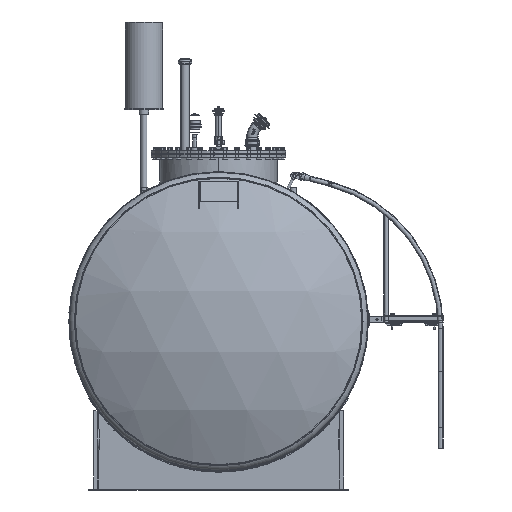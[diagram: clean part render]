
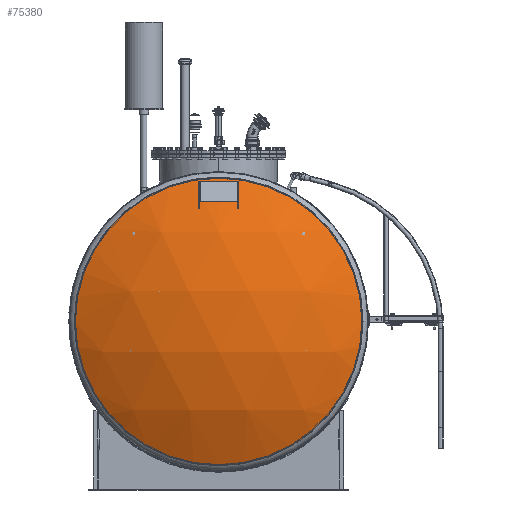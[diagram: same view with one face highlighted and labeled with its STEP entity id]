
A CAD part, front view. The second image highlights one B-rep face of the part: STEP entity #75380.
In plain terms, the highlighted spherical face has radius 1609 mm.
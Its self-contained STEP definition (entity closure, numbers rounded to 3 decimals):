
#1942=SPHERICAL_SURFACE('',#80400,1609.);
#15172=CIRCLE('',#80398,773.649);
#19527=FACE_OUTER_BOUND('',#24042,.T.);
#24042=EDGE_LOOP('',(#47521));
#29361=VERTEX_POINT('',#108375);
#36415=EDGE_CURVE('',#29361,#29361,#15172,.T.);
#47521=ORIENTED_EDGE('',*,*,#36415,.T.);
#75380=ADVANCED_FACE('',(#19527),#1942,.T.);
#80398=AXIS2_PLACEMENT_3D('',#108376,#87891,#87892);
#80400=AXIS2_PLACEMENT_3D('',#108378,#87895,#87896);
#87891=DIRECTION('center_axis',(0.,-1.,0.));
#87892=DIRECTION('ref_axis',(-1.,0.,0.));
#87895=DIRECTION('center_axis',(0.,0.,
-1.));
#87896=DIRECTION('ref_axis',(-1.,0.,0.));
#108375=CARTESIAN_POINT('',(0.,-75.069,-773.649));
#108376=CARTESIAN_POINT('Origin',(0.,-75.069,
0.));
#108378=CARTESIAN_POINT('Origin',(0.,1335.727,
0.));
